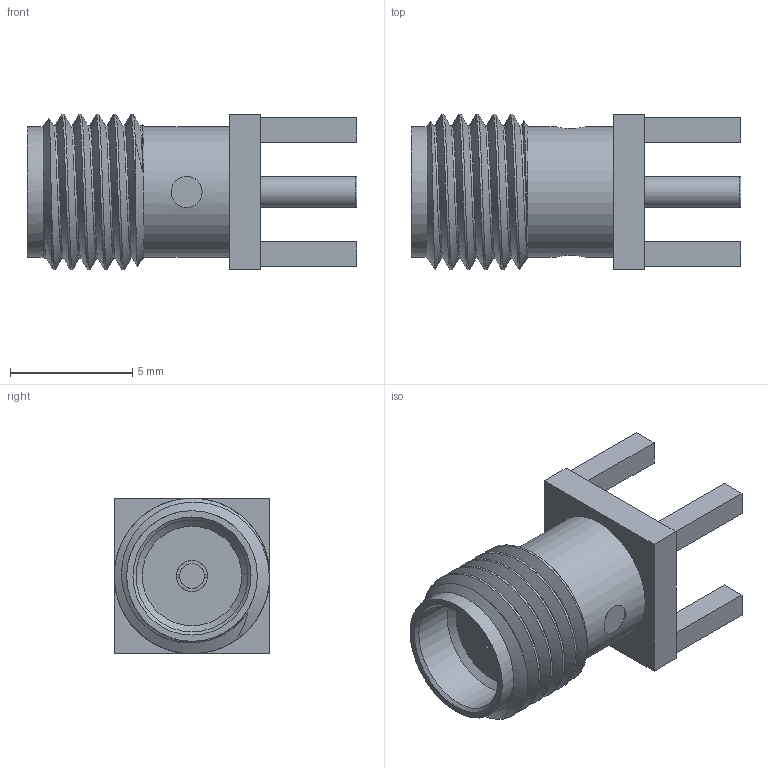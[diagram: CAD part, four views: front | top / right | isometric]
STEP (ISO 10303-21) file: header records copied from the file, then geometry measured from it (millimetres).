
FILE_DESCRIPTION (( 'STEP AP203' ), '1' );
FILE_NAME ('SC8051_3D.step', '2022-09-29T20:56:00', ( '' ), ( '' ), 'SwSTEP 2.0', 'SolidWorks 2021', '' );
FILE_SCHEMA (( 'CONFIG_CONTROL_DESIGN' ));
Length unit declared in the file: inch
Products named in the file (1): SC8051_3D
Bounding box: 13.46 x 6.35 x 6.35 mm (x, y, z)
Volume: 239.2 mm3; surface area: 432 mm2
Topology: 1 solids, 1 shells, 61 faces, 142 edges, 94 vertices
Faces by surface type: plane 41, cylinder 12, cone 4, bspline 3, torus 1
Full cylindrical faces by diameter (mm): 1.016 x1, 1.27 x2, 4.064 x1, 4.572 x1, 5.334 x2
Entity records: 2944 total; most frequent: CARTESIAN_POINT 1583, DIRECTION 252, ORIENTED_EDGE 246, EDGE_CURVE 123, AXIS2_PLACEMENT_3D 88, VERTEX_POINT 87, EDGE_LOOP 84, VECTOR 76
